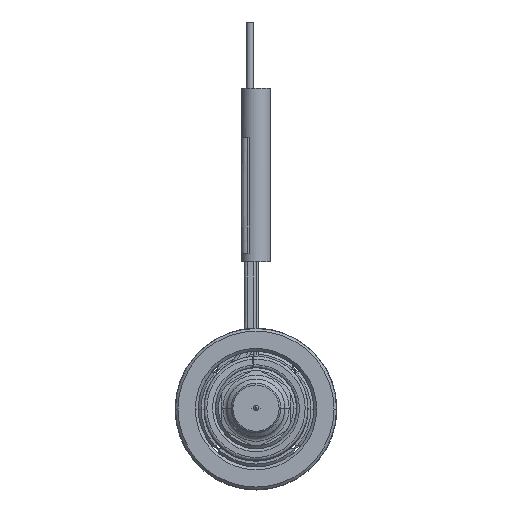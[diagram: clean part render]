
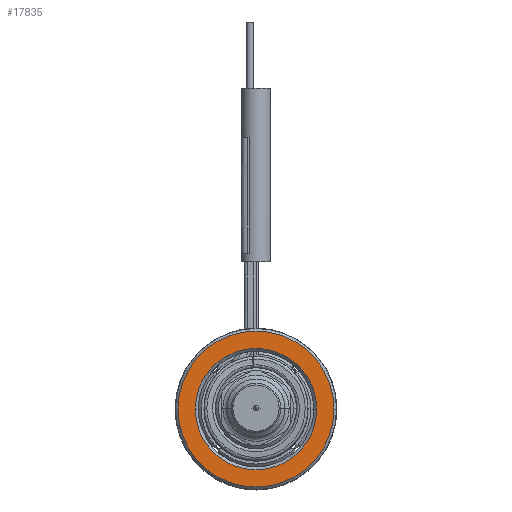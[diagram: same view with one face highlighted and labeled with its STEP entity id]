
A CAD part, top view. The second image highlights one B-rep face of the part: STEP entity #17835.
In plain terms, the highlighted planar face has unit normal (0, 0, 1).
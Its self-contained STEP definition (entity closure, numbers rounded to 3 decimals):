
#6095=CARTESIAN_POINT('',(0.,0.,22.));
#6096=DIRECTION('',(0.,0.,-1.));
#6097=DIRECTION('',(-1.,0.,0.));
#6098=AXIS2_PLACEMENT_3D('',#6095,#6096,#6097);
#6109=CARTESIAN_POINT('',(0.,0.,
22.));
#6110=DIRECTION('',(0.,0.,-1.));
#6111=DIRECTION('',(1.,0.,0.));
#6112=AXIS2_PLACEMENT_3D('',#6109,#6110,#6111);
#6123=CARTESIAN_POINT('',(0.,0.,
22.));
#6124=DIRECTION('',(0.,0.,-1.));
#6125=DIRECTION('',(1.,0.,0.));
#6126=AXIS2_PLACEMENT_3D('',#6123,#6124,#6125);
#6137=CARTESIAN_POINT('',(0.,0.,
22.));
#6138=DIRECTION('',(0.,0.,-1.));
#6139=DIRECTION('',(-1.,0.,0.));
#6140=AXIS2_PLACEMENT_3D('',#6137,#6138,#6139);
#7450=CARTESIAN_POINT('',(13.5,0.,22.));
#7451=CARTESIAN_POINT('',(-13.5,0.,22.));
#7452=VERTEX_POINT('',#7450);
#7453=VERTEX_POINT('',#7451);
#7454=CARTESIAN_POINT('',(10.5,0.,22.));
#7455=CARTESIAN_POINT('',(-10.5,0.,22.));
#7456=VERTEX_POINT('',#7454);
#7457=VERTEX_POINT('',#7455);
#17820=CARTESIAN_POINT('',(0.,0.,22.));
#17821=DIRECTION('',(0.,0.,1.));
#17822=DIRECTION('',(-1.,0.,0.));
#17823=AXIS2_PLACEMENT_3D('',#17820,#17821,#17822);
#17824=PLANE('',#17823);
#17825=ORIENTED_EDGE('',*,*,#17802,.T.);
#17826=ORIENTED_EDGE('',*,*,#17787,.T.);
#17827=EDGE_LOOP('',(#17825,#17826));
#17828=FACE_OUTER_BOUND('',#17827,.F.);
#17830=ORIENTED_EDGE('',*,*,#17829,.F.);
#17832=ORIENTED_EDGE('',*,*,#17831,.F.);
#17833=EDGE_LOOP('',(#17830,#17832));
#17834=FACE_BOUND('',#17833,.F.);
#6099=CIRCLE('',#6098,13.5);
#6113=CIRCLE('',#6112,13.5);
#6127=CIRCLE('',#6126,10.5);
#6141=CIRCLE('',#6140,10.5);
#17787=EDGE_CURVE('',#7453,#7452,#6099,.T.);
#17802=EDGE_CURVE('',#7452,#7453,#6113,.T.);
#17829=EDGE_CURVE('',#7456,#7457,#6127,.T.);
#17831=EDGE_CURVE('',#7457,#7456,#6141,.T.);
#17835=ADVANCED_FACE('',(#17828,#17834),#17824,.T.);
